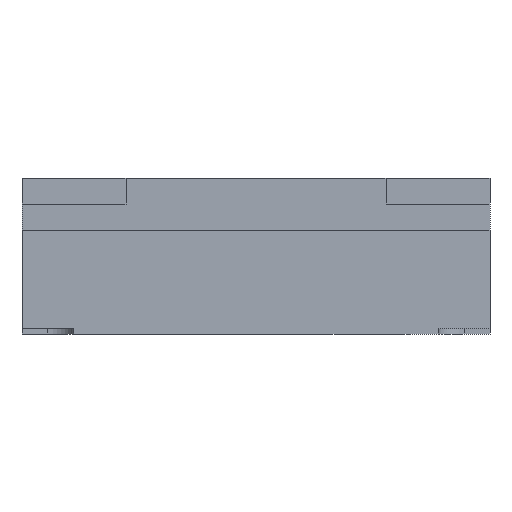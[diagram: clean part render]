
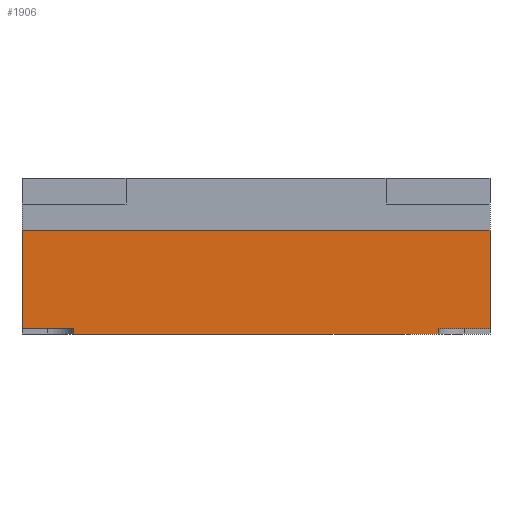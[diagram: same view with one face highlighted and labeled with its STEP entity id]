
A CAD part, front view. The second image highlights one B-rep face of the part: STEP entity #1906.
In plain terms, the highlighted planar face has unit normal (0, -1, 0).
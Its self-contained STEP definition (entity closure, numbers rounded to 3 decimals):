
#132=VECTOR('',#2132,1.);
#177=VECTOR('',#2187,1.);
#261=VECTOR('',#2350,1.);
#265=VECTOR('',#2356,1.);
#271=VECTOR('',#2370,1.);
#273=VECTOR('',#2373,1.);
#274=VECTOR('',#2375,1.);
#275=VECTOR('',#2376,1.);
#354=LINE('',#2549,#132);
#399=LINE('',#2642,#177);
#483=LINE('',#2852,#261);
#487=LINE('',#2859,#265);
#493=LINE('',#2875,#271);
#495=LINE('',#2879,#273);
#496=LINE('',#2881,#274);
#497=LINE('',#2882,#275);
#602=PLANE('',#2032);
#658=VERTEX_POINT('',#2548);
#659=VERTEX_POINT('',#2550);
#696=VERTEX_POINT('',#2641);
#697=VERTEX_POINT('',#2643);
#770=VERTEX_POINT('',#2851);
#771=VERTEX_POINT('',#2853);
#776=VERTEX_POINT('',#2874);
#777=VERTEX_POINT('',#2876);
#874=EDGE_CURVE('',#659,#658,#354,.T.);
#920=EDGE_CURVE('',#696,#697,#399,.T.);
#1027=EDGE_CURVE('',#771,#770,#483,.T.);
#1031=EDGE_CURVE('',#696,#771,#487,.T.);
#1039=EDGE_CURVE('',#777,#776,#493,.T.);
#1041=EDGE_CURVE('',#776,#659,#495,.T.);
#1042=EDGE_CURVE('',#777,#770,#496,.T.);
#1043=EDGE_CURVE('',#658,#697,#497,.T.);
#1436=ORIENTED_EDGE('',*,*,#1027,.T.);
#1437=ORIENTED_EDGE('',*,*,#1042,.F.);
#1438=ORIENTED_EDGE('',*,*,#1039,.T.);
#1439=ORIENTED_EDGE('',*,*,#1041,.T.);
#1440=ORIENTED_EDGE('',*,*,#874,.T.);
#1441=ORIENTED_EDGE('',*,*,#1043,.T.);
#1442=ORIENTED_EDGE('',*,*,#920,.F.);
#1443=ORIENTED_EDGE('',*,*,#1031,.T.);
#1697=EDGE_LOOP('',(#1436,#1437,#1438,#1439,#1440,#1441,#1442,#1443));
#1807=FACE_BOUND('',#1697,.T.);
#1906=ADVANCED_FACE('',(#1807),#602,.T.);
#2032=AXIS2_PLACEMENT_3D('',#2880,#2374,$);
#2132=DIRECTION('',(0.,0.,1.));
#2187=DIRECTION('',(0.,0.,1.));
#2350=DIRECTION('',(0.,0.,-1.));
#2356=DIRECTION('',(1.,0.,0.));
#2370=DIRECTION('',(0.,0.,1.));
#2373=DIRECTION('',(1.,0.,0.));
#2374=DIRECTION('',(0.,-1.,0.));
#2375=DIRECTION('',(-1.,0.,0.));
#2376=DIRECTION('',(-1.,0.,0.));
#2548=CARTESIAN_POINT('',(9.,0.,2.));
#2549=CARTESIAN_POINT('',(9.,0.,0.));
#2550=CARTESIAN_POINT('',(9.,0.,0.1));
#2641=CARTESIAN_POINT('',(0.,0.,0.1));
#2642=CARTESIAN_POINT('',(0.,0.,0.));
#2643=CARTESIAN_POINT('',(0.,0.,2.));
#2851=CARTESIAN_POINT('',(1.,0.,0.));
#2852=CARTESIAN_POINT('',(1.,0.,0.));
#2853=CARTESIAN_POINT('',(1.,0.,0.1));
#2859=CARTESIAN_POINT('',(2.5,0.,0.1));
#2874=CARTESIAN_POINT('',(8.,0.,0.1));
#2875=CARTESIAN_POINT('',(8.,0.,0.));
#2876=CARTESIAN_POINT('',(8.,0.,0.));
#2879=CARTESIAN_POINT('',(6.5,0.,0.1));
#2880=CARTESIAN_POINT('',(4.5,0.,0.));
#2881=CARTESIAN_POINT('',(9.,0.,0.));
#2882=CARTESIAN_POINT('',(4.5,0.,2.));
